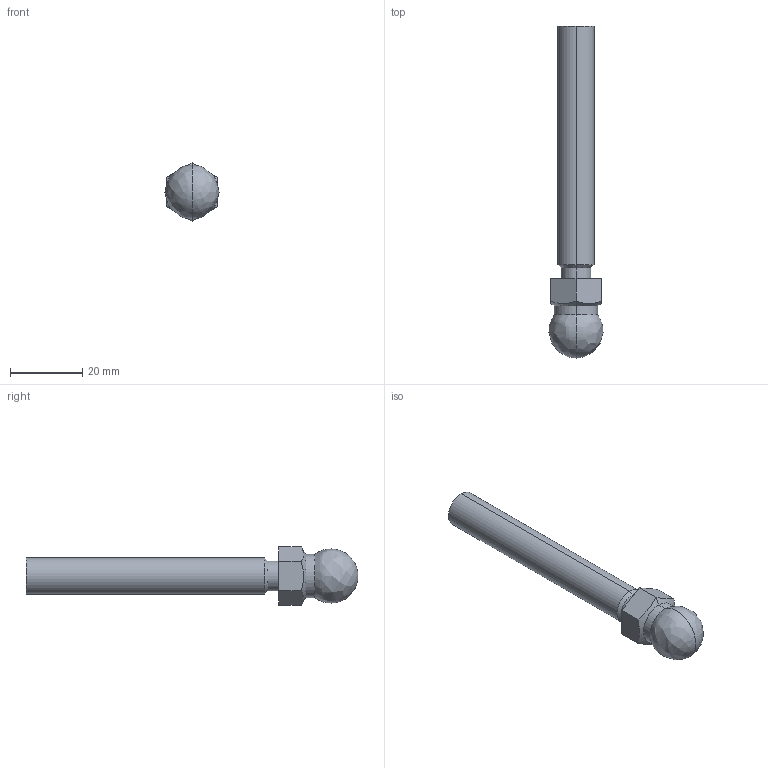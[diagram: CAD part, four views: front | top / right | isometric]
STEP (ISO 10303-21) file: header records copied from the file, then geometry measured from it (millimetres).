
FILE_DESCRIPTION (( 'STEP AP214' ), '1' );
FILE_NAME ('-7410352', '2019-02-01T14:31:38', ( '' ), ('JUGARD+KÜNSTNER GmbH'), 'SwSTEP 2.0', 'SolidWorks 2017', '' );
FILE_SCHEMA (( 'AUTOMOTIVE_DESIGN' ));
Length unit declared in the file: millimetre
Products named in the file (1): -7410352_CNAJF00
Bounding box: 14.98 x 92 x 16.17 mm (x, y, z)
Volume: 8523.6 mm3; surface area: 3436.2 mm2
Topology: 1 solids, 1 shells, 20 faces, 44 edges, 25 vertices
Faces by surface type: plane 8, cylinder 6, cone 4, bspline 2
Entity records: 634 total; most frequent: CARTESIAN_POINT 180, DIRECTION 88, ORIENTED_EDGE 84, EDGE_CURVE 42, AXIS2_PLACEMENT_3D 33, VERTEX_POINT 25, VECTOR 22, LINE 22
